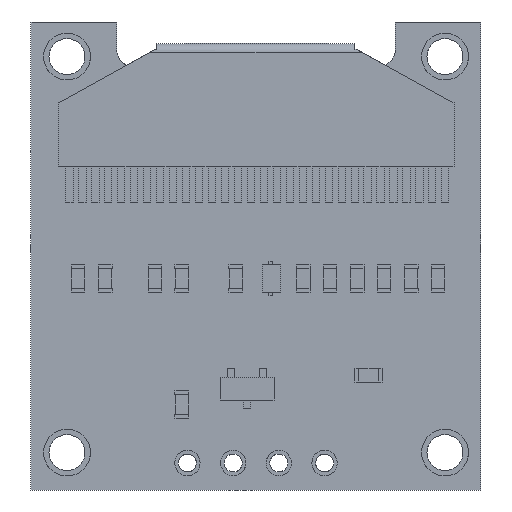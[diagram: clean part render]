
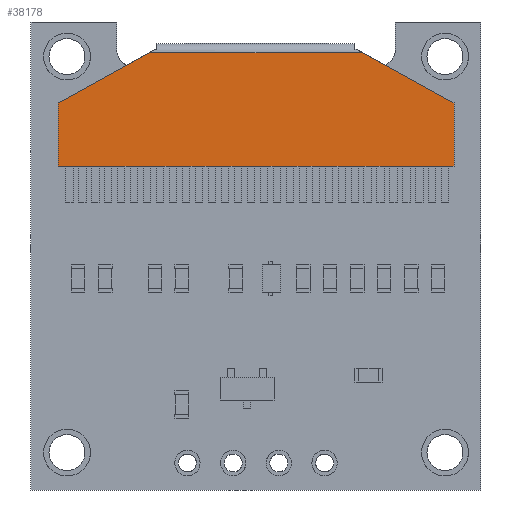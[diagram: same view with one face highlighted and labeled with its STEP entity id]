
A CAD part, front view. The second image highlights one B-rep face of the part: STEP entity #38178.
In plain terms, the highlighted free-form (B-spline) face has degree [1, 1] with [2, 2] control points.
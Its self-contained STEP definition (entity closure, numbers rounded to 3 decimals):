
#13121 = B_SPLINE_SURFACE_WITH_KNOTS('',1,1,(
    (#13122,#13123)
    ,(#13124,#13125
    )),.UNSPECIFIED.,.F.,.F.,.F.,(2,2),(2,2),(-0.001,2.201),(-0.001,
    0.006),.PIECEWISE_BEZIER_KNOTS.);
#13122 = CARTESIAN_POINT('',(-11.01,0.005,5.));
#13123 = CARTESIAN_POINT('',(-11.01,-0.055,5.));
#13124 = CARTESIAN_POINT('',(11.01,0.005,5.));
#13125 = CARTESIAN_POINT('',(11.01,-0.055,5.));
#13251 = B_SPLINE_SURFACE_WITH_KNOTS('',1,1,(
    (#13252,#13253)
    ,(#13254,#13255
    )),.UNSPECIFIED.,.F.,.F.,.F.,(2,2),(2,2),(-0.001,0.351),(-0.001,
    0.006),.PIECEWISE_BEZIER_KNOTS.);
#13252 = CARTESIAN_POINT('',(-11.,0.005,8.51));
#13253 = CARTESIAN_POINT('',(-11.,-0.055,8.51));
#13254 = CARTESIAN_POINT('',(-11.,0.005,4.99));
#13255 = CARTESIAN_POINT('',(-11.,-0.055,4.99));
#13278 = B_SPLINE_SURFACE_WITH_KNOTS('',1,1,(
    (#13279,#13280)
    ,(#13281,#13282
    )),.UNSPECIFIED.,.F.,.F.,.F.,(2,2),(2,2),(-0.001,0.628),(
    -0.001,0.006),.PIECEWISE_BEZIER_KNOTS.);
#13279 = CARTESIAN_POINT('',(-11.009,-0.055,8.495));
#13280 = CARTESIAN_POINT('',(-11.009,0.005,8.495));
#13281 = CARTESIAN_POINT('',(-5.491,-0.055,11.523));
#13282 = CARTESIAN_POINT('',(-5.491,0.005,11.523));
#13593 = B_SPLINE_SURFACE_WITH_KNOTS('',1,1,(
    (#13594,#13595)
    ,(#13596,#13597
    )),.UNSPECIFIED.,.F.,.F.,.F.,(2,2),(2,2),(-0.001,
    0.628),(-0.001,0.006),.PIECEWISE_BEZIER_KNOTS.);
#13594 = CARTESIAN_POINT('',(5.491,-0.055,11.523));
#13595 = CARTESIAN_POINT('',(5.491,0.005,11.523));
#13596 = CARTESIAN_POINT('',(11.009,-0.055,8.495));
#13597 = CARTESIAN_POINT('',(11.009,0.005,8.495));
#13620 = B_SPLINE_SURFACE_WITH_KNOTS('',1,1,(
    (#13621,#13622)
    ,(#13623,#13624
    )),.UNSPECIFIED.,.F.,.F.,.F.,(2,2),(2,2),(-0.001,0.351),(-0.001,
    0.006),.PIECEWISE_BEZIER_KNOTS.);
#13621 = CARTESIAN_POINT('',(11.,0.005,4.99));
#13622 = CARTESIAN_POINT('',(11.,-0.055,4.99));
#13623 = CARTESIAN_POINT('',(11.,0.005,8.51));
#13624 = CARTESIAN_POINT('',(11.,-0.055,8.51));
#37387 = ( BOUNDED_SURFACE() B_SPLINE_SURFACE(1,2,(
    (#37388,#37389,#37390)
    ,(#37391,#37392,#37393
)),.UNSPECIFIED.,.F.,.F.,.F.) B_SPLINE_SURFACE_WITH_KNOTS((2,2),(3,3),(
    -6.294,17.294),(-0.785,0.785),
.PIECEWISE_BEZIER_KNOTS.) GEOMETRIC_REPRESENTATION_ITEM() 
RATIONAL_B_SPLINE_SURFACE((
    (1.,0.707,1.)
,(1.,0.707,1.))) REPRESENTATION_ITEM('') SURFACE() );
#37388 = CARTESIAN_POINT('',(-5.897,-0.05,11.3));
#37389 = CARTESIAN_POINT('',(-5.897,-0.05,11.8));
#37390 = CARTESIAN_POINT('',(-5.897,0.45,11.8));
#37391 = CARTESIAN_POINT('',(5.897,-0.05,11.3));
#37392 = CARTESIAN_POINT('',(5.897,-0.05,11.8));
#37393 = CARTESIAN_POINT('',(5.897,0.45,11.8));
#37956 = VERTEX_POINT('',#37957);
#37957 = CARTESIAN_POINT('',(5.897,-0.05,11.3));
#38001 = EDGE_CURVE('',#38002,#37956,#38004,.T.);
#38002 = VERTEX_POINT('',#38003);
#38003 = CARTESIAN_POINT('',(11.,-0.05,8.5));
#38004 = SURFACE_CURVE('',#38005,(#38008,#38015),.PCURVE_S1.);
#38005 = B_SPLINE_CURVE_WITH_KNOTS('',1,(#38006,#38007),.UNSPECIFIED.,
  .F.,.F.,(2,2),(-0.468,0.114),
  .PIECEWISE_BEZIER_KNOTS.);
#38006 = CARTESIAN_POINT('',(11.,-0.05,8.5));
#38007 = CARTESIAN_POINT('',(5.897,-0.05,11.3));
#38008 = PCURVE('',#13593,#38009);
#38009 = DEFINITIONAL_REPRESENTATION('',(#38010),#38014);
#38010 = LINE('',#38011,#38012);
#38011 = CARTESIAN_POINT('',(0.16,0.));
#38012 = VECTOR('',#38013,1.);
#38013 = DIRECTION('',(-1.,0.));
#38014 = ( GEOMETRIC_REPRESENTATION_CONTEXT(2) 
PARAMETRIC_REPRESENTATION_CONTEXT() REPRESENTATION_CONTEXT('2D SPACE',''
  ) );
#38015 = PCURVE('',#38016,#38021);
#38016 = B_SPLINE_SURFACE_WITH_KNOTS('',1,1,(
    (#38017,#38018)
    ,(#38019,#38020
    )),.UNSPECIFIED.,.F.,.F.,.F.,(2,2),(2,2),(-0.341,
    0.291),(-1.101,1.101),.PIECEWISE_BEZIER_KNOTS.);
#38017 = CARTESIAN_POINT('',(-11.01,-0.05,11.31));
#38018 = CARTESIAN_POINT('',(11.01,-0.05,11.31));
#38019 = CARTESIAN_POINT('',(-11.01,-0.05,4.99));
#38020 = CARTESIAN_POINT('',(11.01,-0.05,4.99));
#38021 = DEFINITIONAL_REPRESENTATION('',(#38022),#38026);
#38022 = LINE('',#38023,#38024);
#38023 = CARTESIAN_POINT('',(-0.285,0.69));
#38024 = VECTOR('',#38025,1.);
#38025 = DIRECTION('',(-0.481,-0.877));
#38026 = ( GEOMETRIC_REPRESENTATION_CONTEXT(2) 
PARAMETRIC_REPRESENTATION_CONTEXT() REPRESENTATION_CONTEXT('2D SPACE',''
  ) );
#38073 = VERTEX_POINT('',#38074);
#38074 = CARTESIAN_POINT('',(-5.897,-0.05,11.3));
#38138 = VERTEX_POINT('',#38139);
#38139 = CARTESIAN_POINT('',(-11.,-0.05,8.5));
#38159 = EDGE_CURVE('',#38073,#38138,#38160,.T.);
#38160 = SURFACE_CURVE('',#38161,(#38164,#38171),.PCURVE_S1.);
#38161 = B_SPLINE_CURVE_WITH_KNOTS('',1,(#38162,#38163),.UNSPECIFIED.,
  .F.,.F.,(2,2),(0.199,0.781),
  .PIECEWISE_BEZIER_KNOTS.);
#38162 = CARTESIAN_POINT('',(-5.897,-0.05,11.3));
#38163 = CARTESIAN_POINT('',(-11.,-0.05,8.5));
#38164 = PCURVE('',#13278,#38165);
#38165 = DEFINITIONAL_REPRESENTATION('',(#38166),#38170);
#38166 = LINE('',#38167,#38168);
#38167 = CARTESIAN_POINT('',(0.781,0.));
#38168 = VECTOR('',#38169,1.);
#38169 = DIRECTION('',(-1.,0.));
#38170 = ( GEOMETRIC_REPRESENTATION_CONTEXT(2) 
PARAMETRIC_REPRESENTATION_CONTEXT() REPRESENTATION_CONTEXT('2D SPACE',''
  ) );
#38171 = PCURVE('',#38016,#38172);
#38172 = DEFINITIONAL_REPRESENTATION('',(#38173),#38177);
#38173 = LINE('',#38174,#38175);
#38174 = CARTESIAN_POINT('',(-0.436,-0.415));
#38175 = VECTOR('',#38176,1.);
#38176 = DIRECTION('',(0.481,-0.877));
#38177 = ( GEOMETRIC_REPRESENTATION_CONTEXT(2) 
PARAMETRIC_REPRESENTATION_CONTEXT() REPRESENTATION_CONTEXT('2D SPACE',''
  ) );
#38178 = ADVANCED_FACE('',(#38179),#38016,.T.);
#38179 = FACE_BOUND('',#38180,.T.);
#38180 = EDGE_LOOP('',(#38181,#38182,#38201,#38202,#38224,#38246));
#38181 = ORIENTED_EDGE('',*,*,#38001,.T.);
#38182 = ORIENTED_EDGE('',*,*,#38183,.F.);
#38183 = EDGE_CURVE('',#38073,#37956,#38184,.T.);
#38184 = SURFACE_CURVE('',#38185,(#38188,#38195),.PCURVE_S1.);
#38185 = B_SPLINE_CURVE_WITH_KNOTS('',1,(#38186,#38187),.UNSPECIFIED.,
  .F.,.F.,(2,2),(-0.865,0.315),
  .PIECEWISE_BEZIER_KNOTS.);
#38186 = CARTESIAN_POINT('',(-5.897,-0.05,11.3));
#38187 = CARTESIAN_POINT('',(5.897,-0.05,11.3));
#38188 = PCURVE('',#38016,#38189);
#38189 = DEFINITIONAL_REPRESENTATION('',(#38190),#38194);
#38190 = LINE('',#38191,#38192);
#38191 = CARTESIAN_POINT('',(-0.34,0.275));
#38192 = VECTOR('',#38193,1.);
#38193 = DIRECTION('',(0.,1.));
#38194 = ( GEOMETRIC_REPRESENTATION_CONTEXT(2) 
PARAMETRIC_REPRESENTATION_CONTEXT() REPRESENTATION_CONTEXT('2D SPACE',''
  ) );
#38195 = PCURVE('',#37387,#38196);
#38196 = DEFINITIONAL_REPRESENTATION('',(#38197),#38200);
#38197 = B_SPLINE_CURVE_WITH_KNOTS('',1,(#38198,#38199),.UNSPECIFIED.,
  .F.,.F.,(2,2),(-0.865,0.315),
  .PIECEWISE_BEZIER_KNOTS.);
#38198 = CARTESIAN_POINT('',(-6.294,-0.785));
#38199 = CARTESIAN_POINT('',(17.294,-0.785));
#38200 = ( GEOMETRIC_REPRESENTATION_CONTEXT(2) 
PARAMETRIC_REPRESENTATION_CONTEXT() REPRESENTATION_CONTEXT('2D SPACE',''
  ) );
#38201 = ORIENTED_EDGE('',*,*,#38159,.T.);
#38202 = ORIENTED_EDGE('',*,*,#38203,.T.);
#38203 = EDGE_CURVE('',#38138,#38204,#38206,.T.);
#38204 = VERTEX_POINT('',#38205);
#38205 = CARTESIAN_POINT('',(-11.,-0.05,5.));
#38206 = SURFACE_CURVE('',#38207,(#38210,#38217),.PCURVE_S1.);
#38207 = B_SPLINE_CURVE_WITH_KNOTS('',1,(#38208,#38209),.UNSPECIFIED.,
  .F.,.F.,(2,2),(0.,0.35),.PIECEWISE_BEZIER_KNOTS.);
#38208 = CARTESIAN_POINT('',(-11.,-0.05,8.5));
#38209 = CARTESIAN_POINT('',(-11.,-0.05,5.));
#38210 = PCURVE('',#38016,#38211);
#38211 = DEFINITIONAL_REPRESENTATION('',(#38212),#38216);
#38212 = LINE('',#38213,#38214);
#38213 = CARTESIAN_POINT('',(-0.06,-1.1));
#38214 = VECTOR('',#38215,1.);
#38215 = DIRECTION('',(1.,0.));
#38216 = ( GEOMETRIC_REPRESENTATION_CONTEXT(2) 
PARAMETRIC_REPRESENTATION_CONTEXT() REPRESENTATION_CONTEXT('2D SPACE',''
  ) );
#38217 = PCURVE('',#13251,#38218);
#38218 = DEFINITIONAL_REPRESENTATION('',(#38219),#38223);
#38219 = LINE('',#38220,#38221);
#38220 = CARTESIAN_POINT('',(0.,0.005));
#38221 = VECTOR('',#38222,1.);
#38222 = DIRECTION('',(1.,0.));
#38223 = ( GEOMETRIC_REPRESENTATION_CONTEXT(2) 
PARAMETRIC_REPRESENTATION_CONTEXT() REPRESENTATION_CONTEXT('2D SPACE',''
  ) );
#38224 = ORIENTED_EDGE('',*,*,#38225,.T.);
#38225 = EDGE_CURVE('',#38204,#38226,#38228,.T.);
#38226 = VERTEX_POINT('',#38227);
#38227 = CARTESIAN_POINT('',(11.,-0.05,5.));
#38228 = SURFACE_CURVE('',#38229,(#38232,#38239),.PCURVE_S1.);
#38229 = B_SPLINE_CURVE_WITH_KNOTS('',1,(#38230,#38231),.UNSPECIFIED.,
  .F.,.F.,(2,2),(0.,2.2),.PIECEWISE_BEZIER_KNOTS.);
#38230 = CARTESIAN_POINT('',(-11.,-0.05,5.));
#38231 = CARTESIAN_POINT('',(11.,-0.05,5.));
#38232 = PCURVE('',#38016,#38233);
#38233 = DEFINITIONAL_REPRESENTATION('',(#38234),#38238);
#38234 = LINE('',#38235,#38236);
#38235 = CARTESIAN_POINT('',(0.29,-1.1));
#38236 = VECTOR('',#38237,1.);
#38237 = DIRECTION('',(0.,1.));
#38238 = ( GEOMETRIC_REPRESENTATION_CONTEXT(2) 
PARAMETRIC_REPRESENTATION_CONTEXT() REPRESENTATION_CONTEXT('2D SPACE',''
  ) );
#38239 = PCURVE('',#13121,#38240);
#38240 = DEFINITIONAL_REPRESENTATION('',(#38241),#38245);
#38241 = LINE('',#38242,#38243);
#38242 = CARTESIAN_POINT('',(0.,0.005));
#38243 = VECTOR('',#38244,1.);
#38244 = DIRECTION('',(1.,0.));
#38245 = ( GEOMETRIC_REPRESENTATION_CONTEXT(2) 
PARAMETRIC_REPRESENTATION_CONTEXT() REPRESENTATION_CONTEXT('2D SPACE',''
  ) );
#38246 = ORIENTED_EDGE('',*,*,#38247,.T.);
#38247 = EDGE_CURVE('',#38226,#38002,#38248,.T.);
#38248 = SURFACE_CURVE('',#38249,(#38252,#38259),.PCURVE_S1.);
#38249 = B_SPLINE_CURVE_WITH_KNOTS('',1,(#38250,#38251),.UNSPECIFIED.,
  .F.,.F.,(2,2),(0.,0.35),.PIECEWISE_BEZIER_KNOTS.);
#38250 = CARTESIAN_POINT('',(11.,-0.05,5.));
#38251 = CARTESIAN_POINT('',(11.,-0.05,8.5));
#38252 = PCURVE('',#38016,#38253);
#38253 = DEFINITIONAL_REPRESENTATION('',(#38254),#38258);
#38254 = LINE('',#38255,#38256);
#38255 = CARTESIAN_POINT('',(0.29,1.1));
#38256 = VECTOR('',#38257,1.);
#38257 = DIRECTION('',(-1.,0.));
#38258 = ( GEOMETRIC_REPRESENTATION_CONTEXT(2) 
PARAMETRIC_REPRESENTATION_CONTEXT() REPRESENTATION_CONTEXT('2D SPACE',''
  ) );
#38259 = PCURVE('',#13620,#38260);
#38260 = DEFINITIONAL_REPRESENTATION('',(#38261),#38265);
#38261 = LINE('',#38262,#38263);
#38262 = CARTESIAN_POINT('',(0.,0.005));
#38263 = VECTOR('',#38264,1.);
#38264 = DIRECTION('',(1.,0.));
#38265 = ( GEOMETRIC_REPRESENTATION_CONTEXT(2) 
PARAMETRIC_REPRESENTATION_CONTEXT() REPRESENTATION_CONTEXT('2D SPACE',''
  ) );
